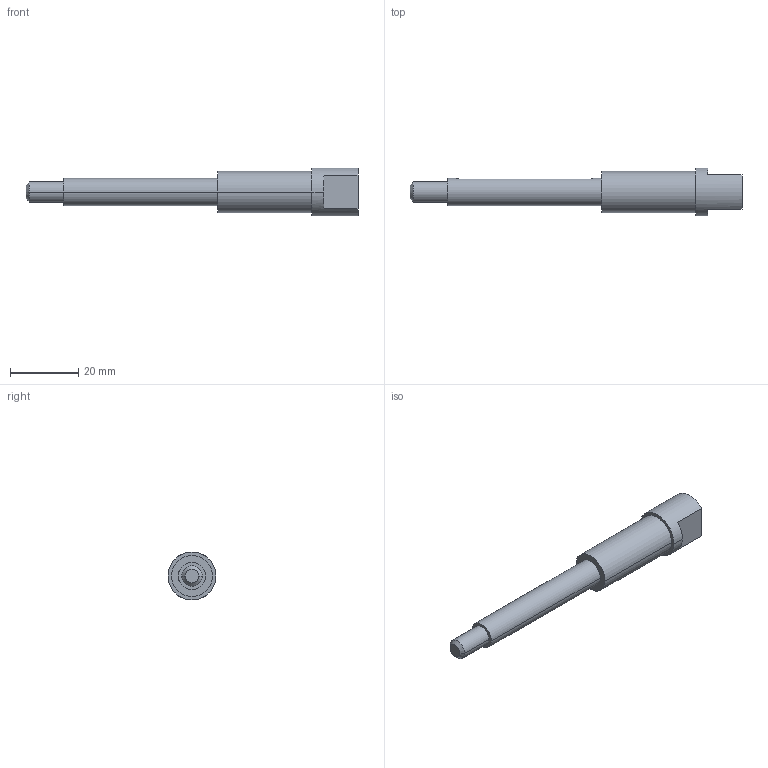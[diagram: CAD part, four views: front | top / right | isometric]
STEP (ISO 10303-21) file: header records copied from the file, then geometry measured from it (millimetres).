
FILE_DESCRIPTION (( 'STEP AP214' ), '1' );
FILE_NAME ('ROV_USI_006_A_Arbre Brosse fileté.STEP', '2021-10-13T13:31:37', ( '' ), ( '' ), 'SwSTEP 2.0', 'SolidWorks 2016', '' );
FILE_SCHEMA (( 'AUTOMOTIVE_DESIGN' ));
Length unit declared in the file: millimetre
Products named in the file (1): ROV_USI_006_A_Arbre Brosse fileté
Bounding box: 97 x 14 x 14 mm (x, y, z)
Volume: 7281.8 mm3; surface area: 3367.5 mm2
Topology: 1 solids, 1 shells, 24 faces, 55 edges, 36 vertices
Faces by surface type: plane 12, cylinder 10, cone 2
Entity records: 769 total; most frequent: CARTESIAN_POINT 172, DIRECTION 125, ORIENTED_EDGE 110, EDGE_CURVE 55, AXIS2_PLACEMENT_3D 49, VERTEX_POINT 36, EDGE_LOOP 27, VECTOR 27
